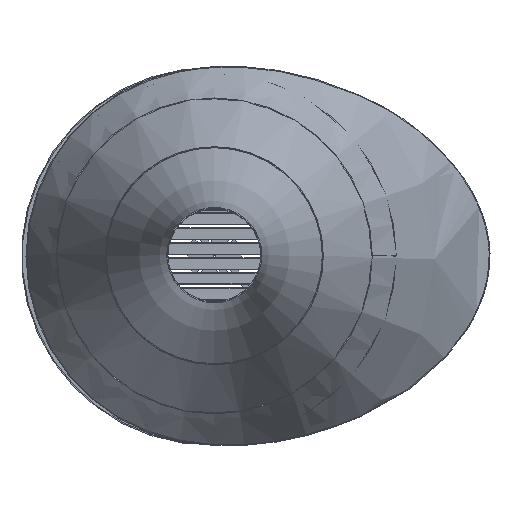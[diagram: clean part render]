
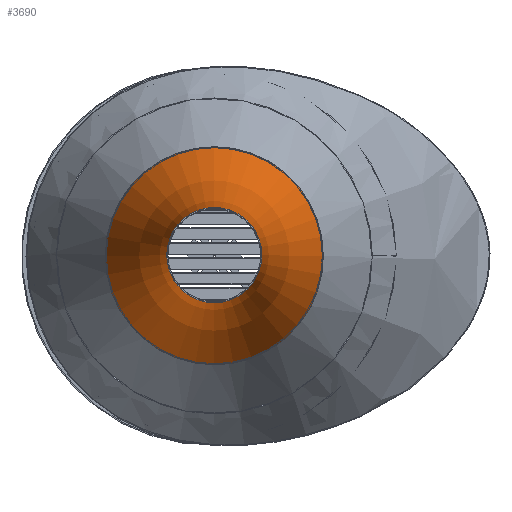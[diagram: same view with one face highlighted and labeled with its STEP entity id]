
A CAD part, top view. The second image highlights one B-rep face of the part: STEP entity #3690.
In plain terms, the highlighted toroidal (fillet/blend) face has major radius 1724 mm and minor radius 1600 mm.
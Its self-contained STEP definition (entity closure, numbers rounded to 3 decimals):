
#3690=ADVANCED_FACE('',(#9621,#9622),#9623,.F.);
#9621=FACE_OUTER_BOUND('',#18344,.T.);
#9622=FACE_OUTER_BOUND('',#18345,.T.);
#9623=TOROIDAL_SURFACE('',#18346,1724.,1600.);
#18344=EDGE_LOOP('',(#65014));
#18345=EDGE_LOOP('',(#65015));
#18346=AXIS2_PLACEMENT_3D('',#65016,#65017,#65018);
#65014=ORIENTED_EDGE('',*,*,#85833,.F.);
#65015=ORIENTED_EDGE('',*,*,#85834,.T.);
#65016=CARTESIAN_POINT('',(0.0,0.0,1946.311));
#65017=DIRECTION('',(0.0,0.0,1.0));
#65018=DIRECTION('',(1.0,0.0,0.0));
#85833=EDGE_CURVE('',#95383,#95383,#95384,.T.);
#85834=EDGE_CURVE('',#95385,#95385,#95386,.T.);
#95383=VERTEX_POINT('',#108899);
#95384=CIRCLE('',#108900,124.);
#95385=VERTEX_POINT('',#108901);
#95386=CIRCLE('',#108902,284.714);
#108899=CARTESIAN_POINT('',(124.,0.0,1946.311));
#108900=AXIS2_PLACEMENT_3D('',#148694,#148695,#148696);
#108901=CARTESIAN_POINT('',(-284.714,0.,1247.415));
#108902=AXIS2_PLACEMENT_3D('',#148697,#148698,#148699);
#148694=CARTESIAN_POINT('',(0.0,0.0,1946.311));
#148695=DIRECTION('',(0.0,0.0,1.0));
#148696=DIRECTION('',(1.0,0.0,0.0));
#148697=CARTESIAN_POINT('',(0.0,0.0,1247.415));
#148698=DIRECTION('',(0.0,0.0,1.0));
#148699=DIRECTION('',(-1.0,0.0,0.0));
